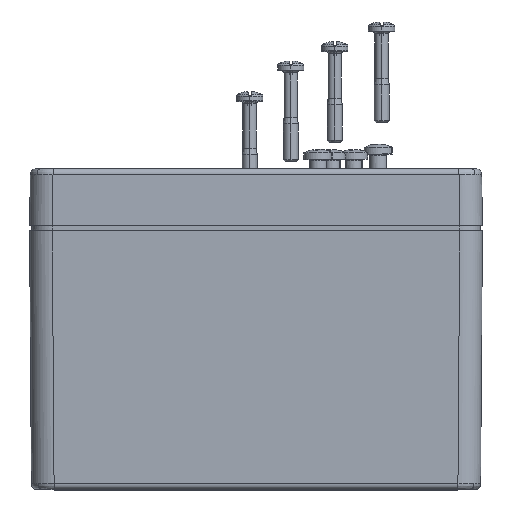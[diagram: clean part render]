
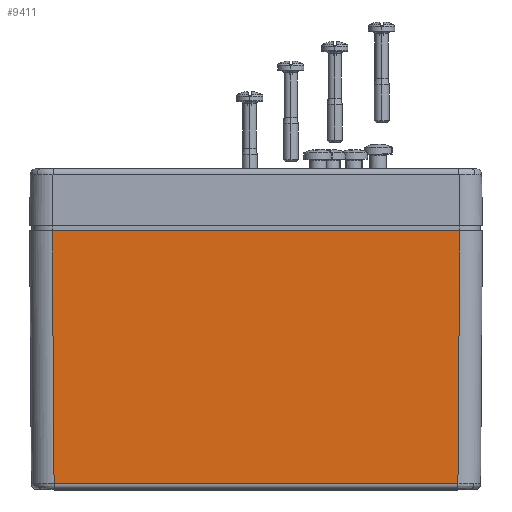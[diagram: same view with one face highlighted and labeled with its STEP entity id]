
A CAD part, top view. The second image highlights one B-rep face of the part: STEP entity #9411.
In plain terms, the highlighted planar face has unit normal (0, -0.007, 1).
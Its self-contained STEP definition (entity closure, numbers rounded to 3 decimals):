
#3131 = DIRECTION ( 'NONE',  ( 1., 0., 0. ) ) ;
#3132 = VECTOR ( 'NONE', #3131, 1000. ) ;
#3133 = CARTESIAN_POINT ( 'NONE',  ( -60., -70.011, 39.499 ) ) ;
#3134 = LINE ( 'NONE', #3133, #3132 ) ;
#3438 = DIRECTION ( 'NONE',  ( 0.007, -1., -0.007 ) ) ;
#3439 = VECTOR ( 'NONE', #3438, 1000. ) ;
#3441 = CARTESIAN_POINT ( 'NONE',  ( -54., 0.043, 40. ) ) ;
#3445 = LINE ( 'NONE', #3441, #3439 ) ;
#3483 = DIRECTION ( 'NONE',  ( 0.007, 1., 0.007 ) ) ;
#3484 = VECTOR ( 'NONE', #3483, 1000. ) ;
#3485 = CARTESIAN_POINT ( 'NONE',  ( 53.994, -0.816, 39.994 ) ) ;
#3487 = LINE ( 'NONE', #3485, #3484 ) ;
#3496 = DIRECTION ( 'NONE',  ( 0., -1., -0.007 ) ) ;
#3497 = DIRECTION ( 'NONE',  ( 0., -0.007, 1. ) ) ;
#3498 = AXIS2_PLACEMENT_3D ( 'NONE', #3499, #3497, #3496 ) ;
#3499 = CARTESIAN_POINT ( 'NONE',  ( -60., 0., 40. ) ) ;
#3500 = PLANE ( 'NONE',  #3498 ) ;
#3501 = FACE_OUTER_BOUND ( 'NONE', #9449, .T. ) ;
#8093 = EDGE_CURVE ( 'NONE', #46363, #43601, #3134, .T. ) ;
#9256 = ORIENTED_EDGE ( 'NONE', *, *, #8093, .T. ) ;
#9304 = ORIENTED_EDGE ( 'NONE', *, *, #9440, .T. ) ;
#9320 = ORIENTED_EDGE ( 'NONE', *, *, #39615, .T. ) ;
#9344 = ORIENTED_EDGE ( 'NONE', *, *, #9395, .T. ) ;
#9395 = EDGE_CURVE ( 'NONE', #39765, #46363, #3445, .T. ) ;
#9411 = ADVANCED_FACE ( 'NONE', ( #3501 ), #3500, .T. ) ;
#9440 = EDGE_CURVE ( 'NONE', #43601, #39594, #3487, .T. ) ;
#9449 = EDGE_LOOP ( 'NONE', ( #9304, #9320, #9344, #9256 ) ) ;
#12555 = LINE ( 'NONE', #12612, #12610 ) ;
#12570 = CARTESIAN_POINT ( 'NONE',  ( 53.979, -3., 39.979 ) ) ;
#12609 = DIRECTION ( 'NONE',  ( -1., 0., 0. ) ) ;
#12610 = VECTOR ( 'NONE', #12609, 1000. ) ;
#12612 = CARTESIAN_POINT ( 'NONE',  ( -60., -3., 39.979 ) ) ;
#12869 = CARTESIAN_POINT ( 'NONE',  ( -53.979, -3., 39.979 ) ) ;
#21932 = CARTESIAN_POINT ( 'NONE',  ( 53.499, -70.011, 39.499 ) ) ;
#32292 = CARTESIAN_POINT ( 'NONE',  ( -53.499, -70.011, 39.499 ) ) ;
#39594 = VERTEX_POINT ( 'NONE', #12570 ) ;
#39615 = EDGE_CURVE ( 'NONE', #39594, #39765, #12555, .T. ) ;
#39765 = VERTEX_POINT ( 'NONE', #12869 ) ;
#43601 = VERTEX_POINT ( 'NONE', #21932 ) ;
#46363 = VERTEX_POINT ( 'NONE', #32292 ) ;
